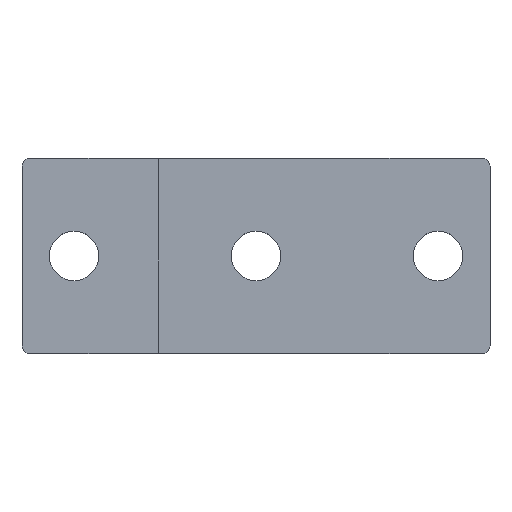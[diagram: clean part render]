
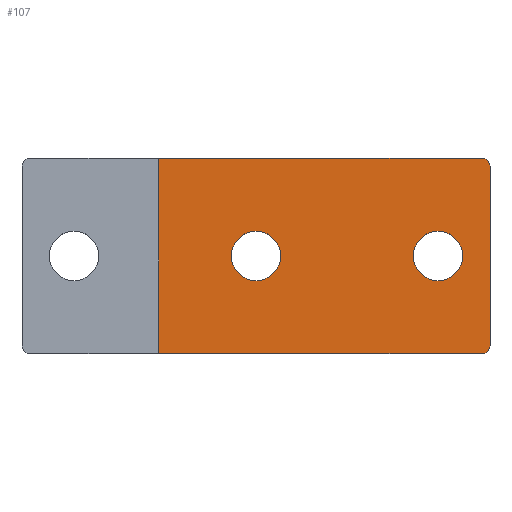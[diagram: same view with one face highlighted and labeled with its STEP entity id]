
A CAD part, top view. The second image highlights one B-rep face of the part: STEP entity #107.
In plain terms, the highlighted planar face has unit normal (0, 0, 1).
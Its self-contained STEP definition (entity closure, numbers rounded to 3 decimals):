
#22 = ORIENTED_EDGE ( 'NONE', *, *, #526, .T. ) ;
#23 = DIRECTION ( 'NONE',  ( 1., 0., 0. ) ) ;
#25 = CIRCLE ( 'NONE', #345, 3. ) ;
#28 = EDGE_CURVE ( 'NONE', #710, #133, #188, .T. ) ;
#32 = CARTESIAN_POINT ( 'NONE',  ( -90., 37.5, 0. ) ) ;
#33 = FACE_BOUND ( 'NONE', #507, .T. ) ;
#39 = CIRCLE ( 'NONE', #177, 9.5 ) ;
#43 = DIRECTION ( 'NONE',  ( 1., 0., 0. ) ) ;
#80 = VERTEX_POINT ( 'NONE', #206 ) ;
#83 = CARTESIAN_POINT ( 'NONE',  ( -3., 0., 0. ) ) ;
#91 = DIRECTION ( 'NONE',  ( 1., 0., 0. ) ) ;
#107 = ADVANCED_FACE ( 'NONE', ( #323, #33, #269 ), #713, .T. ) ;
#120 = ORIENTED_EDGE ( 'NONE', *, *, #290, .T. ) ;
#121 = LINE ( 'NONE', #364, #343 ) ;
#133 = VERTEX_POINT ( 'NONE', #226 ) ;
#147 = CARTESIAN_POINT ( 'NONE',  ( -127.5, 75., 0. ) ) ;
#150 = AXIS2_PLACEMENT_3D ( 'NONE', #320, #536, #599 ) ;
#156 = VERTEX_POINT ( 'NONE', #560 ) ;
#177 = AXIS2_PLACEMENT_3D ( 'NONE', #535, #306, #23 ) ;
#178 = VERTEX_POINT ( 'NONE', #229 ) ;
#188 = CIRCLE ( 'NONE', #150, 9.5 ) ;
#197 = EDGE_CURVE ( 'NONE', #523, #156, #235, .T. ) ;
#203 = DIRECTION ( 'NONE',  ( 1., 0., 0. ) ) ;
#206 = CARTESIAN_POINT ( 'NONE',  ( -3., 75., 0. ) ) ;
#226 = CARTESIAN_POINT ( 'NONE',  ( -80.5, 37.5, 0. ) ) ;
#229 = CARTESIAN_POINT ( 'NONE',  ( -29.5, 37.5, 0. ) ) ;
#235 = CIRCLE ( 'NONE', #521, 3. ) ;
#243 = ORIENTED_EDGE ( 'NONE', *, *, #475, .F. ) ;
#253 = ORIENTED_EDGE ( 'NONE', *, *, #255, .T. ) ;
#255 = EDGE_CURVE ( 'NONE', #80, #556, #277, .T. ) ;
#269 = FACE_OUTER_BOUND ( 'NONE', #349, .T. ) ;
#274 = DIRECTION ( 'NONE',  ( 1., 0., 0. ) ) ;
#277 = LINE ( 'NONE', #502, #304 ) ;
#290 = EDGE_CURVE ( 'NONE', #556, #488, #121, .T. ) ;
#304 = VECTOR ( 'NONE', #720, 1000. ) ;
#306 = DIRECTION ( 'NONE',  ( 0., 0., 1. ) ) ;
#308 = DIRECTION ( 'NONE',  ( 0., 1., 0. ) ) ;
#315 = ORIENTED_EDGE ( 'NONE', *, *, #28, .F. ) ;
#320 = CARTESIAN_POINT ( 'NONE',  ( -90., 37.5, 0. ) ) ;
#323 = FACE_BOUND ( 'NONE', #371, .T. ) ;
#327 = CIRCLE ( 'NONE', #417, 9.5 ) ;
#342 = CIRCLE ( 'NONE', #436, 9.5 ) ;
#343 = VECTOR ( 'NONE', #637, 1000. ) ;
#345 = AXIS2_PLACEMENT_3D ( 'NONE', #706, #433, #589 ) ;
#349 = EDGE_LOOP ( 'NONE', ( #253, #120, #512, #594, #22, #445 ) ) ;
#364 = CARTESIAN_POINT ( 'NONE',  ( -127.5, 75., 0. ) ) ;
#368 = VERTEX_POINT ( 'NONE', #524 ) ;
#371 = EDGE_LOOP ( 'NONE', ( #243, #315 ) ) ;
#372 = CARTESIAN_POINT ( 'NONE',  ( -20., 37.5, 0. ) ) ;
#385 = LINE ( 'NONE', #598, #629 ) ;
#396 = CARTESIAN_POINT ( 'NONE',  ( -3., 3., 0. ) ) ;
#397 = ORIENTED_EDGE ( 'NONE', *, *, #530, .F. ) ;
#417 = AXIS2_PLACEMENT_3D ( 'NONE', #372, #492, #486 ) ;
#429 = EDGE_CURVE ( 'NONE', #178, #685, #327, .T. ) ;
#433 = DIRECTION ( 'NONE',  ( 0., 0., 1. ) ) ;
#436 = AXIS2_PLACEMENT_3D ( 'NONE', #32, #657, #203 ) ;
#440 = CARTESIAN_POINT ( 'NONE',  ( 0., 0., 0. ) ) ;
#445 = ORIENTED_EDGE ( 'NONE', *, *, #494, .T. ) ;
#456 = EDGE_CURVE ( 'NONE', #488, #523, #542, .T. ) ;
#474 = VECTOR ( 'NONE', #91, 1000. ) ;
#475 = EDGE_CURVE ( 'NONE', #133, #710, #342, .T. ) ;
#486 = DIRECTION ( 'NONE',  ( 1., 0., 0. ) ) ;
#488 = VERTEX_POINT ( 'NONE', #650 ) ;
#492 = DIRECTION ( 'NONE',  ( 0., 0., 1. ) ) ;
#494 = EDGE_CURVE ( 'NONE', #368, #80, #25, .T. ) ;
#502 = CARTESIAN_POINT ( 'NONE',  ( 0., 75., 0. ) ) ;
#506 = AXIS2_PLACEMENT_3D ( 'NONE', #440, #658, #274 ) ;
#507 = EDGE_LOOP ( 'NONE', ( #397, #611 ) ) ;
#512 = ORIENTED_EDGE ( 'NONE', *, *, #456, .T. ) ;
#521 = AXIS2_PLACEMENT_3D ( 'NONE', #396, #677, #43 ) ;
#523 = VERTEX_POINT ( 'NONE', #83 ) ;
#524 = CARTESIAN_POINT ( 'NONE',  ( 0., 72., 0. ) ) ;
#526 = EDGE_CURVE ( 'NONE', #156, #368, #385, .T. ) ;
#530 = EDGE_CURVE ( 'NONE', #685, #178, #39, .T. ) ;
#535 = CARTESIAN_POINT ( 'NONE',  ( -20., 37.5, 0. ) ) ;
#536 = DIRECTION ( 'NONE',  ( 0., 0., 1. ) ) ;
#542 = LINE ( 'NONE', #704, #474 ) ;
#556 = VERTEX_POINT ( 'NONE', #147 ) ;
#560 = CARTESIAN_POINT ( 'NONE',  ( 0., 3., 0. ) ) ;
#589 = DIRECTION ( 'NONE',  ( 1., 0., 0. ) ) ;
#594 = ORIENTED_EDGE ( 'NONE', *, *, #197, .T. ) ;
#598 = CARTESIAN_POINT ( 'NONE',  ( 0., 0., 0. ) ) ;
#599 = DIRECTION ( 'NONE',  ( 1., 0., 0. ) ) ;
#611 = ORIENTED_EDGE ( 'NONE', *, *, #429, .F. ) ;
#629 = VECTOR ( 'NONE', #308, 1000. ) ;
#637 = DIRECTION ( 'NONE',  ( 0., -1., 0. ) ) ;
#650 = CARTESIAN_POINT ( 'NONE',  ( -127.5, 0., 0. ) ) ;
#657 = DIRECTION ( 'NONE',  ( 0., 0., 1. ) ) ;
#658 = DIRECTION ( 'NONE',  ( 0., 0., 1. ) ) ;
#670 = CARTESIAN_POINT ( 'NONE',  ( -99.5, 37.5, 0. ) ) ;
#677 = DIRECTION ( 'NONE',  ( 0., 0., 1. ) ) ;
#685 = VERTEX_POINT ( 'NONE', #722 ) ;
#704 = CARTESIAN_POINT ( 'NONE',  ( 0., 0., 0. ) ) ;
#706 = CARTESIAN_POINT ( 'NONE',  ( -3., 72., 0. ) ) ;
#710 = VERTEX_POINT ( 'NONE', #670 ) ;
#713 = PLANE ( 'NONE',  #506 ) ;
#720 = DIRECTION ( 'NONE',  ( -1., 0., 0. ) ) ;
#722 = CARTESIAN_POINT ( 'NONE',  ( -10.5, 37.5, 0. ) ) ;
